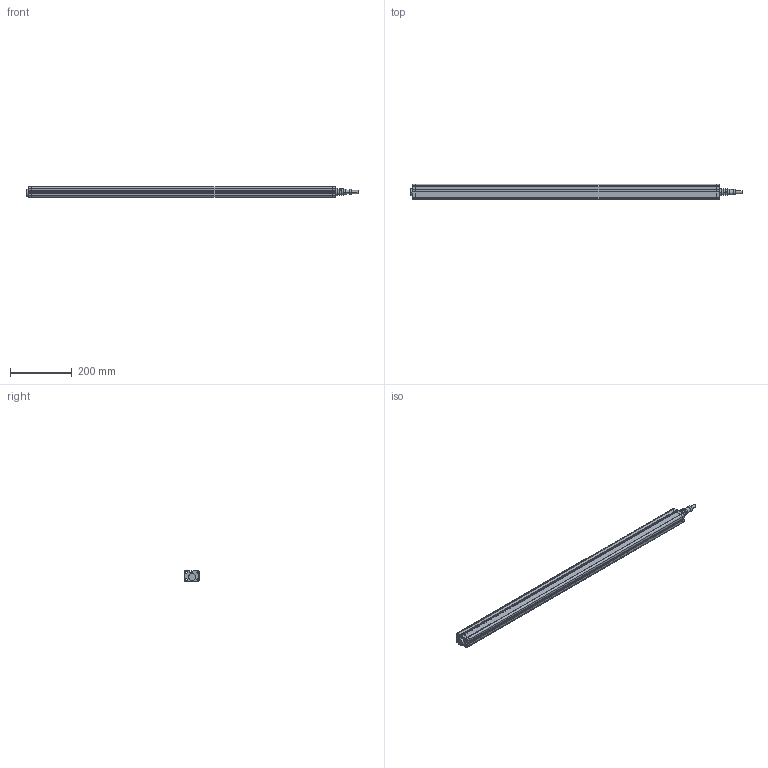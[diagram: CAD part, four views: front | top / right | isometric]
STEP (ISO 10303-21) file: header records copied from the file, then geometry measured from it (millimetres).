
FILE_DESCRIPTION (( 'STEP AP203' ), '1' );
FILE_NAME ('QA32-30-930.STEP', '2019-04-09T07:16:57', ( '微软用户' ), ( '微软中国' ), 'SwSTEP 2.0', 'SolidWorks 2016', '' );
FILE_SCHEMA (( 'CONFIG_CONTROL_DESIGN' ));
Length unit declared in the file: millimetre
Products named in the file (5): 俋褲; 奻裔; 狟裔; 瑤諾脣芛2; QA32-30-930
Assembly tree (4 placements, depth 2):
  QA32-30-930
    俋褲
    奻裔
    狟裔
    瑤諾脣芛2
Bounding box: 1071 x 50.85 x 35 mm (x, y, z)
Volume: 1456349.4 mm3; surface area: 306641.3 mm2
Topology: 4 solids, 4 shells, 609 faces, 1783 edges, 1188 vertices
Faces by surface type: cylinder 317, bspline 198, plane 92, cone 2
Entity records: 23716 total; most frequent: CARTESIAN_POINT 8609, ORIENTED_EDGE 3566, DIRECTION 2399, EDGE_CURVE 1783, VERTEX_POINT 1188, AXIS2_PLACEMENT_3D 1022, B_SPLINE_CURVE_WITH_KNOTS 824, EDGE_LOOP 639
